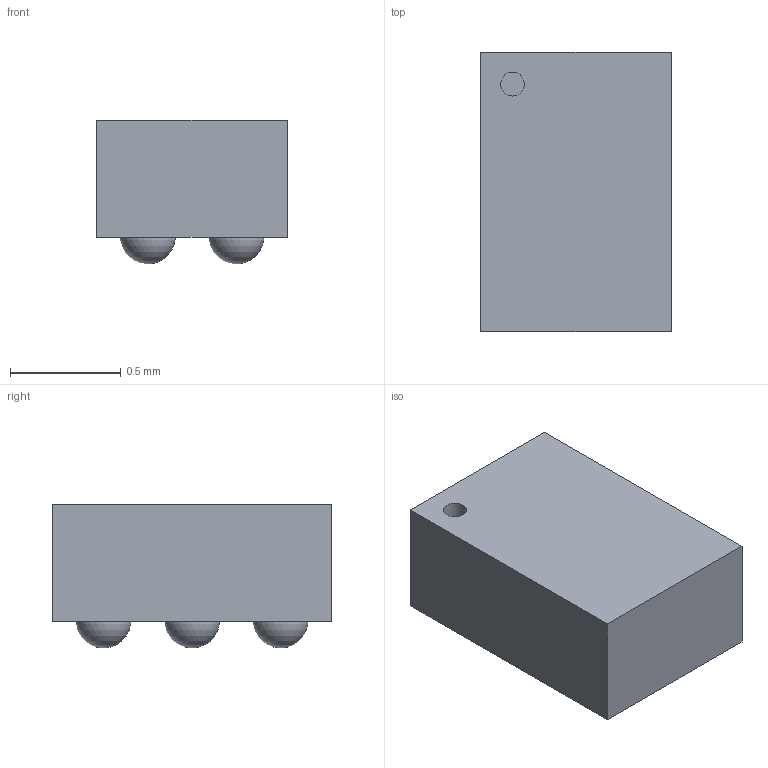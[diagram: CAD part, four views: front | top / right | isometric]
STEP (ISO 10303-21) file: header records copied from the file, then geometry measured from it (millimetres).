
FILE_DESCRIPTION(('Open CASCADE Model'),'2;1');
FILE_NAME('Open CASCADE Shape Model','2022-07-02T14:43:49',('Author'),( 'Open CASCADE'),'Open CASCADE STEP processor 6.8','Open CASCADE 6.8' ,'Unknown');
FILE_SCHEMA(('AUTOMOTIVE_DESIGN { 1 0 10303 214 1 1 1 1 }'));
Length unit declared in the file: millimetre
Products named in the file (7): PCB; Designator1; 6630734752; Open_CASCADE_STEP_translator_6.8_63.1; Body; Open_CASCADE_STEP_translator_6.8_63.2.1; ball
Assembly tree (10 placements, depth 4):
  PCB
  Designator1
    6630734752
      Open_CASCADE_STEP_translator_6.8_63.1
      Body
        Open_CASCADE_STEP_translator_6.8_63.2.1
      ball  x6
Bounding box: 0.86 x 1.26 x 0.65 mm (x, y, z)
Volume: 0.6 mm3; surface area: 5.6 mm2
Topology: 7 solids, 8 shells, 15 faces, 34 edges, 23 vertices
Faces by surface type: plane 8, sphere 6, cylinder 1
Full cylindrical faces by diameter (mm): 0.107 x1
Entity records: 415 total; most frequent: DIRECTION 61, CARTESIAN_POINT 49, ORIENTED_EDGE 31, AXIS2_PLACEMENT_3D 24, PRODUCT_DEFINITION_SHAPE 17, EDGE_CURVE 16, LINE 13, VECTOR 13
